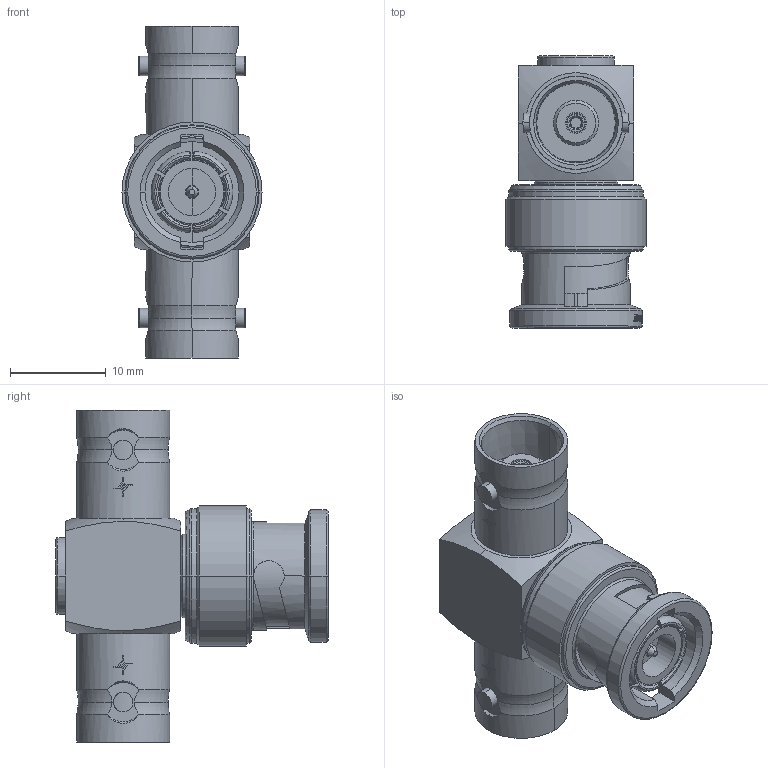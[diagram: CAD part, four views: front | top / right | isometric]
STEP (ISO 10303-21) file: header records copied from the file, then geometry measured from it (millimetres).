
FILE_DESCRIPTION (( 'STEP AP214' ), '1' );
FILE_NAME ('J01004F0616.STEP', '2018-11-15T08:51:05', ( '' ), ( '' ), 'SwSTEP 2.0', 'SolidWorks 2017', '' );
FILE_SCHEMA (( 'AUTOMOTIVE_DESIGN' ));
Length unit declared in the file: millimetre
Products named in the file (1): J01004F0616
Bounding box: 14.6 x 28.35 x 34.6 mm (x, y, z)
Volume: 4701.9 mm3; surface area: 3221.5 mm2
Topology: 1 solids, 9 shells, 538 faces, 1349 edges, 883 vertices
Faces by surface type: plane 194, cylinder 146, bspline 78, cone 72, torus 48
Entity records: 25480 total; most frequent: CARTESIAN_POINT 7739, ORIENTED_EDGE 2698, DIRECTION 2210, EDGE_CURVE 1349, VERTEX_POINT 883, AXIS2_PLACEMENT_3D 843, EDGE_LOOP 596, ADVANCED_FACE 538
